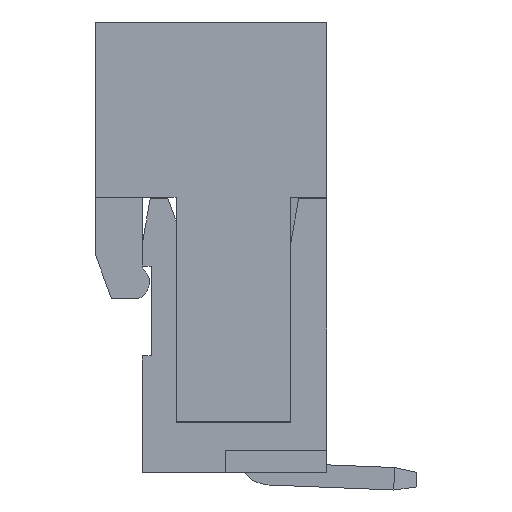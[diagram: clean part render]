
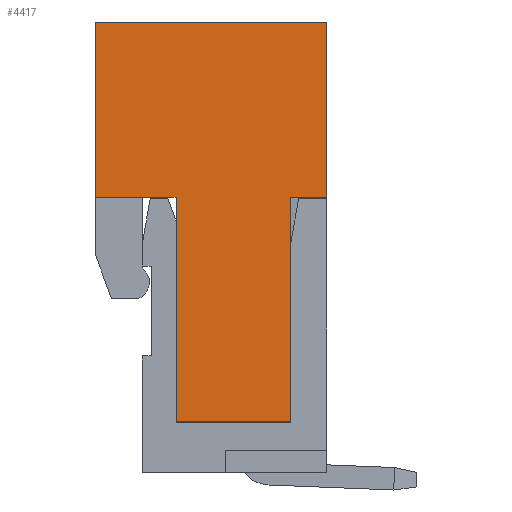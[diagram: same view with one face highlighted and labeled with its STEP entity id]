
A CAD part, left-side view. The second image highlights one B-rep face of the part: STEP entity #4417.
In plain terms, the highlighted face is planar.
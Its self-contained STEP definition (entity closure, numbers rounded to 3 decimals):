
#638 = EDGE_LOOP ( 'NONE', ( #3967, #3938, #4020, #3972, #4052, #3948, #3956, #3811 ) ) ;
#2477 = VECTOR ( 'NONE', #6609, 1000. ) ;
#2531 = VECTOR ( 'NONE', #6723, 1000. ) ;
#2534 = VECTOR ( 'NONE', #6729, 1000. ) ;
#3811 = ORIENTED_EDGE ( 'NONE', *, *, #4199, .T. ) ;
#3938 = ORIENTED_EDGE ( 'NONE', *, *, #4208, .F. ) ;
#3948 = ORIENTED_EDGE ( 'NONE', *, *, #4227, .T. ) ;
#3956 = ORIENTED_EDGE ( 'NONE', *, *, #4178, .T. ) ;
#3967 = ORIENTED_EDGE ( 'NONE', *, *, #4257, .T. ) ;
#3972 = ORIENTED_EDGE ( 'NONE', *, *, #4228, .T. ) ;
#4020 = ORIENTED_EDGE ( 'NONE', *, *, #4277, .F. ) ;
#4052 = ORIENTED_EDGE ( 'NONE', *, *, #4184, .T. ) ;
#4178 = EDGE_CURVE ( 'NONE', #8563, #8561, #6461, .T. ) ;
#4184 = EDGE_CURVE ( 'NONE', #8580, #8579, #6479, .T. ) ;
#4199 = EDGE_CURVE ( 'NONE', #8561, #8596, #6549, .T. ) ;
#4208 = EDGE_CURVE ( 'NONE', #8607, #8600, #6605, .T. ) ;
#4227 = EDGE_CURVE ( 'NONE', #8579, #8563, #6719, .T. ) ;
#4228 = EDGE_CURVE ( 'NONE', #8585, #8580, #6725, .T. ) ;
#4257 = EDGE_CURVE ( 'NONE', #8596, #8600, #6899, .T. ) ;
#4277 = EDGE_CURVE ( 'NONE', #8585, #8607, #7019, .T. ) ;
#4417 = ADVANCED_FACE ( 'NONE', ( #10510 ), #5745, .F. ) ;
#5745 = PLANE ( 'NONE',  #10524 ) ;
#5746 = CARTESIAN_POINT ( 'NONE',  ( 7.62, 0., 0. ) ) ;
#5747 = DIRECTION ( 'NONE',  ( -1., 0., 0. ) ) ;
#5748 = DIRECTION ( 'NONE',  ( 0., 0., 1. ) ) ;
#6461 = LINE ( 'NONE', #6462, #10567 ) ;
#6462 = CARTESIAN_POINT ( 'NONE',  ( 7.62, 10.3, 7.8 ) ) ;
#6463 = DIRECTION ( 'NONE',  ( 0., -1., 0. ) ) ;
#6479 = LINE ( 'NONE', #6480, #10573 ) ;
#6480 = CARTESIAN_POINT ( 'NONE',  ( 7.62, 0., 0. ) ) ;
#6481 = DIRECTION ( 'NONE',  ( 0., 1., 0. ) ) ;
#6549 = LINE ( 'NONE', #6551, #10599 ) ;
#6551 = CARTESIAN_POINT ( 'NONE',  ( 7.62, 6.7, 7.8 ) ) ;
#6553 = DIRECTION ( 'NONE',  ( 0., 0., 1. ) ) ;
#6605 = LINE ( 'NONE', #6607, #2477 ) ;
#6607 = CARTESIAN_POINT ( 'NONE',  ( 7.62, 1.6, 7.8 ) ) ;
#6609 = DIRECTION ( 'NONE',  ( 0., 0., 1. ) ) ;
#6719 = LINE ( 'NONE', #6721, #2531 ) ;
#6721 = CARTESIAN_POINT ( 'NONE',  ( 7.62, 10.3, 7.8 ) ) ;
#6723 = DIRECTION ( 'NONE',  ( 0., 0., 1. ) ) ;
#6725 = LINE ( 'NONE', #6727, #2534 ) ;
#6727 = CARTESIAN_POINT ( 'NONE',  ( 7.62, 0., 0. ) ) ;
#6729 = DIRECTION ( 'NONE',  ( 0., 0., -1. ) ) ;
#6899 = LINE ( 'NONE', #6901, #10352 ) ;
#6901 = CARTESIAN_POINT ( 'NONE',  ( 7.62, 6.7, 17.75 ) ) ;
#6903 = DIRECTION ( 'NONE',  ( 0., -1., 0. ) ) ;
#7019 = LINE ( 'NONE', #7021, #10681 ) ;
#7021 = CARTESIAN_POINT ( 'NONE',  ( 7.62, 0., 7.8 ) ) ;
#7023 = DIRECTION ( 'NONE',  ( 0., 1., 0. ) ) ;
#8561 = VERTEX_POINT ( 'NONE', #10873 ) ;
#8563 = VERTEX_POINT ( 'NONE', #10875 ) ;
#8579 = VERTEX_POINT ( 'NONE', #10891 ) ;
#8580 = VERTEX_POINT ( 'NONE', #10892 ) ;
#8585 = VERTEX_POINT ( 'NONE', #10897 ) ;
#8596 = VERTEX_POINT ( 'NONE', #10908 ) ;
#8600 = VERTEX_POINT ( 'NONE', #10912 ) ;
#8607 = VERTEX_POINT ( 'NONE', #10919 ) ;
#10352 = VECTOR ( 'NONE', #6903, 1000. ) ;
#10510 = FACE_OUTER_BOUND ( 'NONE', #638, .T. ) ;
#10524 = AXIS2_PLACEMENT_3D ( 'NONE', #5746, #5747, #5748 ) ;
#10567 = VECTOR ( 'NONE', #6463, 1000. ) ;
#10573 = VECTOR ( 'NONE', #6481, 1000. ) ;
#10599 = VECTOR ( 'NONE', #6553, 1000. ) ;
#10681 = VECTOR ( 'NONE', #7023, 1000. ) ;
#10873 = CARTESIAN_POINT ( 'NONE',  ( 7.62, 6.7, 7.8 ) ) ;
#10875 = CARTESIAN_POINT ( 'NONE',  ( 7.62, 10.3, 7.8 ) ) ;
#10891 = CARTESIAN_POINT ( 'NONE',  ( 7.62, 10.3, 0. ) ) ;
#10892 = CARTESIAN_POINT ( 'NONE',  ( 7.62, 0., 0. ) ) ;
#10897 = CARTESIAN_POINT ( 'NONE',  ( 7.62, 0., 7.8 ) ) ;
#10908 = CARTESIAN_POINT ( 'NONE',  ( 7.62, 6.7, 17.75 ) ) ;
#10912 = CARTESIAN_POINT ( 'NONE',  ( 7.62, 1.6, 17.75 ) ) ;
#10919 = CARTESIAN_POINT ( 'NONE',  ( 7.62, 1.6, 7.8 ) ) ;
